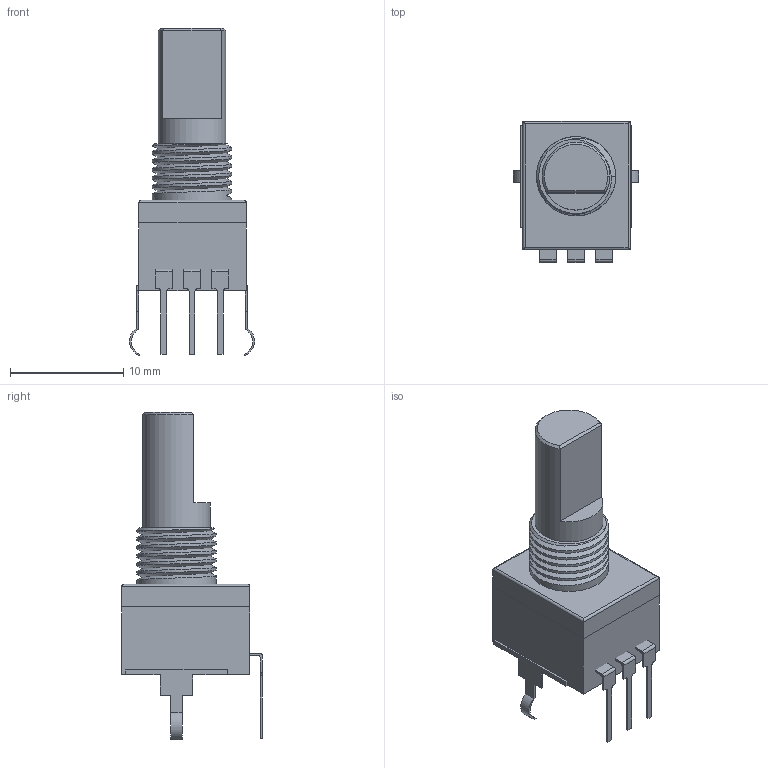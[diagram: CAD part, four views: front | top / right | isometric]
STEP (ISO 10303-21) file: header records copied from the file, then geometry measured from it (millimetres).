
FILE_DESCRIPTION(('FreeCAD Model'),'2;1');
FILE_NAME('Alpha_RD901F.step','2019-10-16T16:07:24',('kicad StepUp'),('ksu MCAD'), 'Open CASCADE STEP processor 7.3','FreeCAD','Unknown');
FILE_SCHEMA(('AUTOMOTIVE_DESIGN { 1 0 10303 214 1 1 1 1 }'));
Length unit declared in the file: millimetre
Products named in the file (1): Alpha_RD901F
Bounding box: 11.06 x 12.45 x 28.93 mm (x, y, z)
Volume: 1291.9 mm3; surface area: 1376.6 mm2
Topology: 9 solids, 9 shells, 132 faces, 318 edges, 204 vertices
Faces by surface type: plane 87, cylinder 28, bspline 14, cone 3
Full cylindrical faces by diameter (mm): 6 x1, 7 x6
Entity records: 5962 total; most frequent: CARTESIAN_POINT 2044, ORIENTED_EDGE 636, DIRECTION 563, EDGE_CURVE 318, LINE 223, VECTOR 223, VERTEX_POINT 204, AXIS2_PLACEMENT_3D 170
